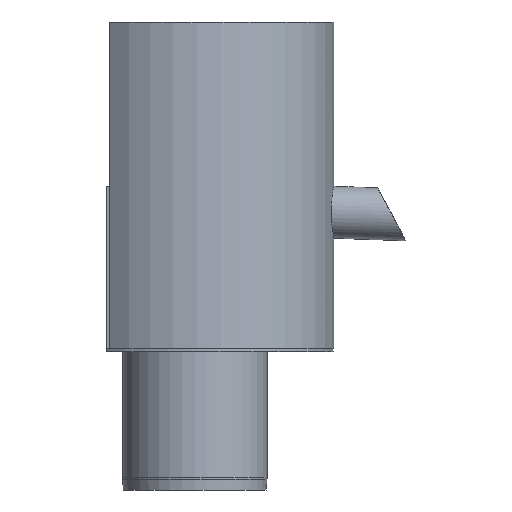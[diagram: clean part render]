
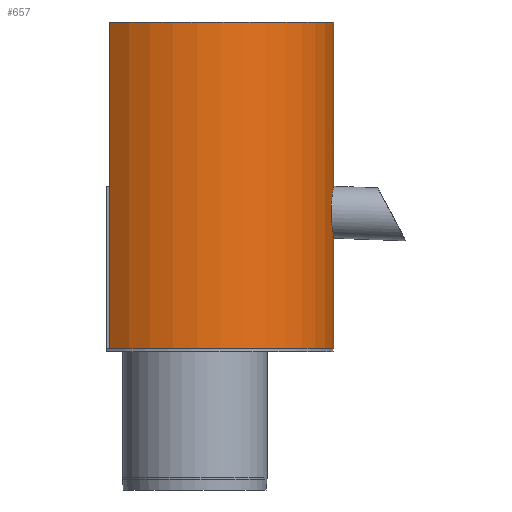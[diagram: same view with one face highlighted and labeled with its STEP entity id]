
A CAD part, front view. The second image highlights one B-rep face of the part: STEP entity #657.
In plain terms, the highlighted cylindrical face has radius 840 mm (diameter 1680 mm), a partial arc.
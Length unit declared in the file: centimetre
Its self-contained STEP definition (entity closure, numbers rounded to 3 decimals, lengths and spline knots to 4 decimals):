
#23=B_SPLINE_CURVE_WITH_KNOTS('',3,(#1153,#1154,#1155,#1156,#1157,#1158,
#1159,#1160,#1161,#1162,#1163,#1164,#1165,#1166,#1167,#1168,#1169,#1170,
#1171,#1172,#1173,#1174,#1175,#1176,#1177,#1178,#1179,#1180,#1181,#1182,
#1183,#1184,#1185,#1186,#1187,#1188,#1189,#1190,#1191,#1192,#1193,#1194,
#1195,#1196,#1197,#1198,#1199,#1200,#1201,#1202),.UNSPECIFIED.,.F.,.F.,
(4,2,2,2,2,2,2,2,2,2,2,2,2,2,2,2,2,2,2,2,2,2,2,2,4),(0.,2.8405,
5.6809,8.5214,11.3619,14.1941,17.0263,
19.8585,22.6907,25.523,28.3552,31.1874,
34.0196,36.8601,39.7005,42.541,45.3815,
48.2081,51.0347,53.8614,56.688,59.5189,
62.3498,65.1807,68.0116),.UNSPECIFIED.);
#24=B_SPLINE_CURVE_WITH_KNOTS('',3,(#1203,#1204,#1205,#1206,#1207,#1208,
#1209,#1210,#1211,#1212,#1213,#1214,#1215,#1216,#1217,#1218,#1219,#1220),
 .UNSPECIFIED.,.F.,.F.,(4,2,2,2,2,2,2,2,4),(68.0116,70.8425,
73.6733,76.5042,79.3351,82.1617,84.9884,
87.815,90.6417),.UNSPECIFIED.);
#50=FACE_BOUND('',#146,.T.);
#101=FACE_OUTER_BOUND('',#145,.T.);
#145=EDGE_LOOP('',(#572,#573,#574,#575));
#146=EDGE_LOOP('',(#576,#577));
#198=LINE('',#1143,#247);
#202=LINE('',#1222,#251);
#247=VECTOR('',#887,1.);
#251=VECTOR('',#899,1.);
#281=CIRCLE('',#720,84.);
#284=CIRCLE('',#726,84.);
#325=VERTEX_POINT('',#1057);
#326=VERTEX_POINT('',#1058);
#333=VERTEX_POINT('',#1142);
#334=VERTEX_POINT('',#1146);
#335=VERTEX_POINT('',#1150);
#336=VERTEX_POINT('',#1152);
#404=EDGE_CURVE('',#325,#326,#281,.T.);
#413=EDGE_CURVE('',#325,#333,#198,.T.);
#415=EDGE_CURVE('',#333,#334,#284,.T.);
#418=EDGE_CURVE('',#336,#335,#23,.T.);
#419=EDGE_CURVE('',#335,#336,#24,.T.);
#420=EDGE_CURVE('',#326,#334,#202,.T.);
#572=ORIENTED_EDGE('',*,*,#404,.T.);
#573=ORIENTED_EDGE('',*,*,#420,.T.);
#574=ORIENTED_EDGE('',*,*,#415,.F.);
#575=ORIENTED_EDGE('',*,*,#413,.F.);
#576=ORIENTED_EDGE('',*,*,#418,.T.);
#577=ORIENTED_EDGE('',*,*,#419,.T.);
#624=CYLINDRICAL_SURFACE('',#728,84.);
#657=ADVANCED_FACE('',(#101,#50),#624,.T.);
#720=AXIS2_PLACEMENT_3D('',#1059,#873,#874);
#726=AXIS2_PLACEMENT_3D('',#1147,#891,#892);
#728=AXIS2_PLACEMENT_3D('',#1221,#897,#898);
#873=DIRECTION('center_axis',(0.,0.,1.));
#874=DIRECTION('ref_axis',(-0.643,-0.766,0.));
#887=DIRECTION('',(0.,0.,1.));
#891=DIRECTION('center_axis',(0.,0.,1.));
#892=DIRECTION('ref_axis',(-0.643,-0.766,0.));
#897=DIRECTION('center_axis',(0.,0.,1.));
#898=DIRECTION('ref_axis',(1.,0.,0.));
#899=DIRECTION('',(0.,0.,1.));
#1057=CARTESIAN_POINT('',(450.2596,-38.2612,23.0275));
#1058=CARTESIAN_POINT('',(450.2596,90.4245,23.0275));
#1059=CARTESIAN_POINT('Origin',(504.2596,26.0817,23.0275));
#1142=CARTESIAN_POINT('',(450.2596,-38.2612,224.0275));
#1143=CARTESIAN_POINT('',(450.2596,-38.2612,21.4075));
#1146=CARTESIAN_POINT('',(450.2596,90.4245,224.0275));
#1147=CARTESIAN_POINT('Origin',(504.2596,26.0817,224.0275));
#1150=CARTESIAN_POINT('',(588.2596,26.0817,121.9173));
#1152=CARTESIAN_POINT('',(586.9094,41.0817,106.9553));
#1153=CARTESIAN_POINT('Ctrl Pts',(586.9094,41.0817,106.9553));
#1154=CARTESIAN_POINT('Ctrl Pts',(586.9094,41.0817,106.0085));
#1155=CARTESIAN_POINT('Ctrl Pts',(586.9261,40.9907,105.0301));
#1156=CARTESIAN_POINT('Ctrl Pts',(586.9941,40.6089,103.0849));
#1157=CARTESIAN_POINT('Ctrl Pts',(587.0453,40.3181,102.1181));
#1158=CARTESIAN_POINT('Ctrl Pts',(587.1736,39.5506,100.2645));
#1159=CARTESIAN_POINT('Ctrl Pts',(587.2507,39.0732,99.3761));
#1160=CARTESIAN_POINT('Ctrl Pts',(587.4158,37.971,97.7333));
#1161=CARTESIAN_POINT('Ctrl Pts',(587.5036,37.3461,96.9788));
#1162=CARTESIAN_POINT('Ctrl Pts',(587.6726,36.0168,95.6447));
#1163=CARTESIAN_POINT('Ctrl Pts',(587.7599,35.2668,95.0187));
#1164=CARTESIAN_POINT('Ctrl Pts',(587.9235,33.6327,93.9139));
#1165=CARTESIAN_POINT('Ctrl Pts',(587.9997,32.7486,93.435));
#1166=CARTESIAN_POINT('Ctrl Pts',(588.1262,30.9029,92.665));
#1167=CARTESIAN_POINT('Ctrl Pts',(588.1765,29.9397,92.3732));
#1168=CARTESIAN_POINT('Ctrl Pts',(588.2432,28.0012,91.9902));
#1169=CARTESIAN_POINT('Ctrl Pts',(588.2596,27.0257,91.899));
#1170=CARTESIAN_POINT('Ctrl Pts',(588.2596,25.1376,91.899));
#1171=CARTESIAN_POINT('Ctrl Pts',(588.2432,24.1622,91.9902));
#1172=CARTESIAN_POINT('Ctrl Pts',(588.1765,22.2236,92.3732));
#1173=CARTESIAN_POINT('Ctrl Pts',(588.1262,21.2604,92.665));
#1174=CARTESIAN_POINT('Ctrl Pts',(587.9997,19.4147,93.435));
#1175=CARTESIAN_POINT('Ctrl Pts',(587.9235,18.5306,93.9139));
#1176=CARTESIAN_POINT('Ctrl Pts',(587.7599,16.8965,95.0187));
#1177=CARTESIAN_POINT('Ctrl Pts',(587.6726,16.1465,95.6447));
#1178=CARTESIAN_POINT('Ctrl Pts',(587.5036,14.8172,96.9788));
#1179=CARTESIAN_POINT('Ctrl Pts',(587.4158,14.1923,97.7333));
#1180=CARTESIAN_POINT('Ctrl Pts',(587.2507,13.0902,99.3761));
#1181=CARTESIAN_POINT('Ctrl Pts',(587.1736,12.6128,100.2645));
#1182=CARTESIAN_POINT('Ctrl Pts',(587.0453,11.8452,102.1181));
#1183=CARTESIAN_POINT('Ctrl Pts',(586.9941,11.5545,103.0849));
#1184=CARTESIAN_POINT('Ctrl Pts',(586.9261,11.1726,105.0301));
#1185=CARTESIAN_POINT('Ctrl Pts',(586.9094,11.0817,106.0085));
#1186=CARTESIAN_POINT('Ctrl Pts',(586.9094,11.0817,107.8975));
#1187=CARTESIAN_POINT('Ctrl Pts',(586.926,11.1718,108.8714));
#1188=CARTESIAN_POINT('Ctrl Pts',(586.9935,11.5513,110.8072));
#1189=CARTESIAN_POINT('Ctrl Pts',(587.0445,11.8406,111.7691));
#1190=CARTESIAN_POINT('Ctrl Pts',(587.1724,12.6054,113.6127));
#1191=CARTESIAN_POINT('Ctrl Pts',(587.2494,13.0815,114.4958));
#1192=CARTESIAN_POINT('Ctrl Pts',(587.4142,14.1814,116.1279));
#1193=CARTESIAN_POINT('Ctrl Pts',(587.5019,14.8053,116.8768));
#1194=CARTESIAN_POINT('Ctrl Pts',(587.6713,16.1353,118.2031));
#1195=CARTESIAN_POINT('Ctrl Pts',(587.7589,16.8872,118.8256));
#1196=CARTESIAN_POINT('Ctrl Pts',(587.923,18.525,119.9229));
#1197=CARTESIAN_POINT('Ctrl Pts',(587.9994,19.4107,120.3976));
#1198=CARTESIAN_POINT('Ctrl Pts',(588.1261,21.2591,121.1603));
#1199=CARTESIAN_POINT('Ctrl Pts',(588.1765,22.2231,121.4488));
#1200=CARTESIAN_POINT('Ctrl Pts',(588.2433,24.1626,121.8273));
#1201=CARTESIAN_POINT('Ctrl Pts',(588.2596,25.138,121.9173));
#1202=CARTESIAN_POINT('Ctrl Pts',(588.2596,26.0817,121.9173));
#1203=CARTESIAN_POINT('Ctrl Pts',(588.2596,26.0817,121.9173));
#1204=CARTESIAN_POINT('Ctrl Pts',(588.2596,27.0253,121.9173));
#1205=CARTESIAN_POINT('Ctrl Pts',(588.2433,28.0007,121.8273));
#1206=CARTESIAN_POINT('Ctrl Pts',(588.1765,29.9402,121.4488));
#1207=CARTESIAN_POINT('Ctrl Pts',(588.1261,30.9043,121.1603));
#1208=CARTESIAN_POINT('Ctrl Pts',(587.9994,32.7526,120.3976));
#1209=CARTESIAN_POINT('Ctrl Pts',(587.923,33.6384,119.9229));
#1210=CARTESIAN_POINT('Ctrl Pts',(587.7589,35.2761,118.8256));
#1211=CARTESIAN_POINT('Ctrl Pts',(587.6713,36.028,118.2031));
#1212=CARTESIAN_POINT('Ctrl Pts',(587.5019,37.358,116.8768));
#1213=CARTESIAN_POINT('Ctrl Pts',(587.4142,37.9819,116.1279));
#1214=CARTESIAN_POINT('Ctrl Pts',(587.2494,39.0818,114.4958));
#1215=CARTESIAN_POINT('Ctrl Pts',(587.1724,39.5579,113.6127));
#1216=CARTESIAN_POINT('Ctrl Pts',(587.0445,40.3228,111.7691));
#1217=CARTESIAN_POINT('Ctrl Pts',(586.9935,40.6121,110.8072));
#1218=CARTESIAN_POINT('Ctrl Pts',(586.926,40.9916,108.8714));
#1219=CARTESIAN_POINT('Ctrl Pts',(586.9094,41.0817,107.8975));
#1220=CARTESIAN_POINT('Ctrl Pts',(586.9094,41.0817,106.9553));
#1221=CARTESIAN_POINT('Origin',(504.2596,26.0817,21.4075));
#1222=CARTESIAN_POINT('',(450.2596,90.4245,21.4075));
